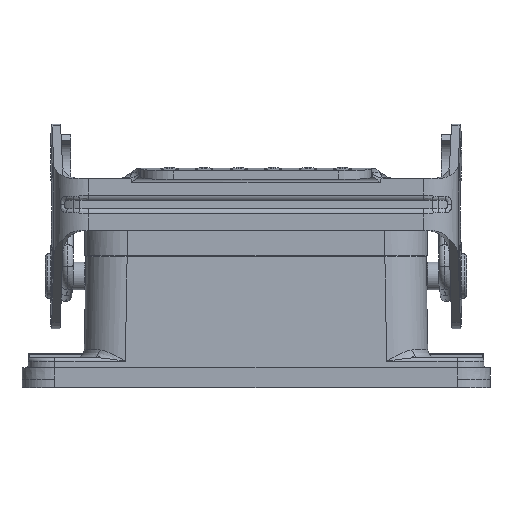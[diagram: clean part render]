
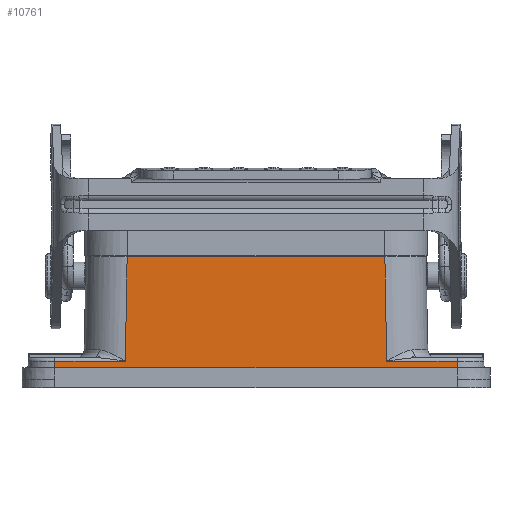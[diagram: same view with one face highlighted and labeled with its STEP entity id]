
A CAD part, left-side view. The second image highlights one B-rep face of the part: STEP entity #10761.
In plain terms, the highlighted planar face has unit normal (-1, 0, 0.014).
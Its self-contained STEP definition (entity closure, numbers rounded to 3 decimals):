
#10761=ADVANCED_FACE('',(#12091),#11674,.T.);
#11674=PLANE('',#33279);
#12091=FACE_OUTER_BOUND('',#12907,.T.);
#12907=EDGE_LOOP('',(#18912,#18913,#18914,#18915,#18916,#18917,#18918,#18919));
#14077=LINE('',#42745,#16425);
#14078=LINE('',#42748,#16426);
#14079=LINE('',#42750,#16427);
#14080=LINE('',#42752,#16428);
#14081=LINE('',#42754,#16429);
#14082=LINE('',#42756,#16430);
#14083=LINE('',#42758,#16431);
#14084=LINE('',#42760,#16432);
#16425=VECTOR('',#35610,1.);
#16426=VECTOR('',#35611,1.);
#16427=VECTOR('',#35612,1.);
#16428=VECTOR('',#35613,1.);
#16429=VECTOR('',#35614,1.);
#16430=VECTOR('',#35615,1.);
#16431=VECTOR('',#35616,1.);
#16432=VECTOR('',#35617,1.);
#18912=ORIENTED_EDGE('',*,*,#27960,.F.);
#18913=ORIENTED_EDGE('',*,*,#27961,.F.);
#18914=ORIENTED_EDGE('',*,*,#27962,.F.);
#18915=ORIENTED_EDGE('',*,*,#27963,.F.);
#18916=ORIENTED_EDGE('',*,*,#27964,.F.);
#18917=ORIENTED_EDGE('',*,*,#27965,.T.);
#18918=ORIENTED_EDGE('',*,*,#27966,.T.);
#18919=ORIENTED_EDGE('',*,*,#27967,.T.);
#23430=VERTEX_POINT('',#42746);
#23431=VERTEX_POINT('',#42747);
#23432=VERTEX_POINT('',#42749);
#23433=VERTEX_POINT('',#42751);
#23434=VERTEX_POINT('',#42753);
#23435=VERTEX_POINT('',#42755);
#23436=VERTEX_POINT('',#42757);
#23437=VERTEX_POINT('',#42759);
#27960=EDGE_CURVE('',#23430,#23431,#14077,.T.);
#27961=EDGE_CURVE('',#23432,#23430,#14078,.T.);
#27962=EDGE_CURVE('',#23433,#23432,#14079,.T.);
#27963=EDGE_CURVE('',#23434,#23433,#14080,.T.);
#27964=EDGE_CURVE('',#23435,#23434,#14081,.T.);
#27965=EDGE_CURVE('',#23435,#23436,#14082,.T.);
#27966=EDGE_CURVE('',#23436,#23437,#14083,.T.);
#27967=EDGE_CURVE('',#23437,#23431,#14084,.T.);
#33279=AXIS2_PLACEMENT_3D('',#42761,#35618,#35619);
#35610=DIRECTION('',(0.,1.,0.));
#35611=DIRECTION('',(-0.014,-0.017,-1.));
#35612=DIRECTION('',(0.,-1.,0.));
#35613=DIRECTION('',(-0.014,-0.017,-1.));
#35614=DIRECTION('',(0.,-1.,0.));
#35615=DIRECTION('',(-0.014,0.017,-1.));
#35616=DIRECTION('',(0.,1.,0.));
#35617=DIRECTION('',(-0.014,0.017,-1.));
#35618=DIRECTION('',(-1.,0.,0.014));
#35619=DIRECTION('',(0.014,0.,1.));
#42745=CARTESIAN_POINT('',(-21.352,-100.049,0.));
#42746=CARTESIAN_POINT('',(-21.352,-34.944,0.));
#42747=CARTESIAN_POINT('',(-21.352,34.944,0.));
#42748=CARTESIAN_POINT('',(-21.36,-34.955,-0.62));
#42749=CARTESIAN_POINT('',(-21.308,-34.89,3.109));
#42750=CARTESIAN_POINT('',(-21.308,-30.051,3.109));
#42751=CARTESIAN_POINT('',(-21.308,-22.673,3.109));
#42752=CARTESIAN_POINT('',(-21.044,-22.342,22.063));
#42753=CARTESIAN_POINT('',(-21.056,-22.357,21.202));
#42754=CARTESIAN_POINT('',(-21.056,22.354,21.202));
#42755=CARTESIAN_POINT('',(-21.056,22.357,21.202));
#42756=CARTESIAN_POINT('',(-21.044,22.342,22.063));
#42757=CARTESIAN_POINT('',(-21.308,22.673,3.109));
#42758=CARTESIAN_POINT('',(-21.308,-30.051,3.109));
#42759=CARTESIAN_POINT('',(-21.308,34.89,3.109));
#42760=CARTESIAN_POINT('',(-21.33,34.917,1.552));
#42761=CARTESIAN_POINT('',(-21.352,-30.051,-0.005));
